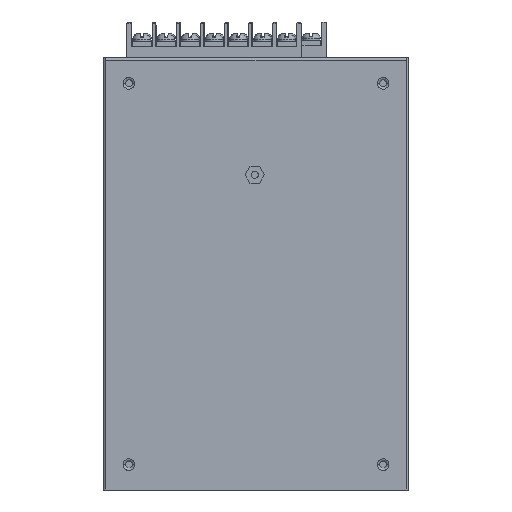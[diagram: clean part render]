
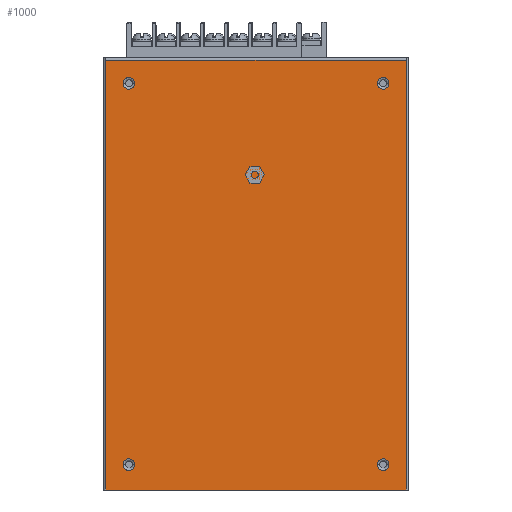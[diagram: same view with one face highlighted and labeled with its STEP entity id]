
A CAD part, front view. The second image highlights one B-rep face of the part: STEP entity #1000.
In plain terms, the highlighted planar face has unit normal (0, -1, 0).
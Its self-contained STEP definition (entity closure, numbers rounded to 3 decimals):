
#10=CARTESIAN_POINT('',(0.,0.,0.));
#20=DIRECTION('',(0.,1.,0.));
#30=DIRECTION('',(1.,0.,0.));
#40=AXIS2_PLACEMENT_3D('',#10,#20,#30);
#50=PLANE('',#40);
#60=CARTESIAN_POINT('',(119.1,0.,-170.));
#70=DIRECTION('',(0.,0.,1.));
#80=VECTOR('',#70,1.);
#90=LINE('',#60,#80);
#100=CARTESIAN_POINT('',(119.1,0.,-170.));
#110=VERTEX_POINT('',#100);
#120=CARTESIAN_POINT('',(119.1,0.,-0.9));
#130=VERTEX_POINT('',#120);
#140=EDGE_CURVE('',#110,#130,#90,.T.);
#150=ORIENTED_EDGE('',*,*,#140,.T.);
#160=CARTESIAN_POINT('',(0.9,0.,-170.));
#170=DIRECTION('',(1.,0.,0.));
#180=VECTOR('',#170,1.);
#190=LINE('',#160,#180);
#200=CARTESIAN_POINT('',(0.9,0.,-170.));
#210=VERTEX_POINT('',#200);
#220=EDGE_CURVE('',#210,#110,#190,.T.);
#230=ORIENTED_EDGE('',*,*,#220,.T.);
#240=CARTESIAN_POINT('',(0.9,0.,-0.9));
#250=DIRECTION('',(0.,0.,-1.));
#260=VECTOR('',#250,1.);
#270=LINE('',#240,#260);
#280=CARTESIAN_POINT('',(0.9,0.,-0.9));
#290=VERTEX_POINT('',#280);
#300=EDGE_CURVE('',#290,#210,#270,.T.);
#310=ORIENTED_EDGE('',*,*,#300,.T.);
#320=CARTESIAN_POINT('',(119.1,0.,-0.9));
#330=DIRECTION('',(-1.,0.,0.));
#340=VECTOR('',#330,1.);
#350=LINE('',#320,#340);
#360=EDGE_CURVE('',#130,#290,#350,.T.);
#370=ORIENTED_EDGE('',*,*,#360,.T.);
#380=EDGE_LOOP('',(#370,#310,#230,#150));
#390=FACE_OUTER_BOUND('',#380,.T.);
#400=CARTESIAN_POINT('',(10.,0.,-10.));
#410=DIRECTION('',(0.,-1.,0.));
#420=DIRECTION('',(-1.,0.,0.));
#430=AXIS2_PLACEMENT_3D('',#400,#410,#420);
#440=CIRCLE('',#430,2.3);
#450=CARTESIAN_POINT('',(7.7,0.,-10.));
#460=VERTEX_POINT('',#450);
#470=CARTESIAN_POINT('',(12.3,0.,-10.));
#480=VERTEX_POINT('',#470);
#490=EDGE_CURVE('',#460,#480,#440,.T.);
#500=ORIENTED_EDGE('',*,*,#490,.F.);
#510=EDGE_CURVE('',#480,#460,#440,.T.);
#520=ORIENTED_EDGE('',*,*,#510,.F.);
#530=EDGE_LOOP('',(#520,#500));
#540=FACE_BOUND('',#530,.T.);
#550=CARTESIAN_POINT('',(110.,0.,-10.));
#560=DIRECTION('',(0.,-1.,0.));
#570=DIRECTION('',(-1.,0.,0.));
#580=AXIS2_PLACEMENT_3D('',#550,#560,#570);
#590=CIRCLE('',#580,2.3);
#600=CARTESIAN_POINT('',(107.7,0.,-10.));
#610=VERTEX_POINT('',#600);
#620=CARTESIAN_POINT('',(112.3,0.,-10.));
#630=VERTEX_POINT('',#620);
#640=EDGE_CURVE('',#610,#630,#590,.T.);
#650=ORIENTED_EDGE('',*,*,#640,.F.);
#660=EDGE_CURVE('',#630,#610,#590,.T.);
#670=ORIENTED_EDGE('',*,*,#660,.F.);
#680=EDGE_LOOP('',(#670,#650));
#690=FACE_BOUND('',#680,.T.);
#700=CARTESIAN_POINT('',(110.,0.,-160.));
#710=DIRECTION('',(0.,-1.,0.));
#720=DIRECTION('',(-1.,0.,0.));
#730=AXIS2_PLACEMENT_3D('',#700,#710,#720);
#740=CIRCLE('',#730,2.3);
#750=CARTESIAN_POINT('',(112.3,0.,-160.));
#760=VERTEX_POINT('',#750);
#770=CARTESIAN_POINT('',(107.7,0.,-160.));
#780=VERTEX_POINT('',#770);
#790=EDGE_CURVE('',#760,#780,#740,.T.);
#800=ORIENTED_EDGE('',*,*,#790,.F.);
#810=EDGE_CURVE('',#780,#760,#740,.T.);
#820=ORIENTED_EDGE('',*,*,#810,.F.);
#830=EDGE_LOOP('',(#820,#800));
#840=FACE_BOUND('',#830,.T.);
#850=CARTESIAN_POINT('',(10.,0.,-160.));
#860=DIRECTION('',(0.,-1.,0.));
#870=DIRECTION('',(1.,0.,0.));
#880=AXIS2_PLACEMENT_3D('',#850,#860,#870);
#890=CIRCLE('',#880,2.3);
#900=CARTESIAN_POINT('',(12.3,0.,-160.));
#910=VERTEX_POINT('',#900);
#920=CARTESIAN_POINT('',(7.7,0.,-160.));
#930=VERTEX_POINT('',#920);
#940=EDGE_CURVE('',#910,#930,#890,.T.);
#950=ORIENTED_EDGE('',*,*,#940,.F.);
#960=EDGE_CURVE('',#930,#910,#890,.T.);
#970=ORIENTED_EDGE('',*,*,#960,.F.);
#980=EDGE_LOOP('',(#970,#950));
#990=FACE_BOUND('',#980,.T.);
#1000=ADVANCED_FACE('',(#390,#540,#690,#840,#990),#50,.F.);
